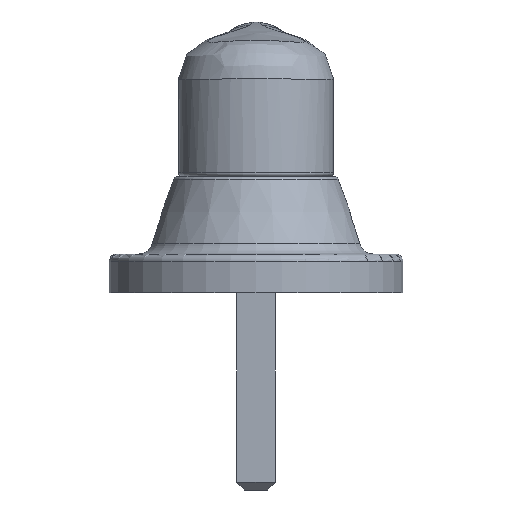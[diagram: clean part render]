
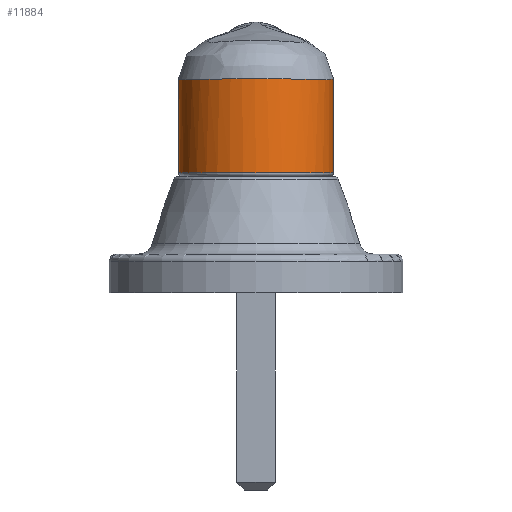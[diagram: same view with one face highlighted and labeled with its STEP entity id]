
A CAD part, left-side view. The second image highlights one B-rep face of the part: STEP entity #11884.
In plain terms, the highlighted cylindrical face has radius 20 mm (diameter 40 mm), a partial arc.
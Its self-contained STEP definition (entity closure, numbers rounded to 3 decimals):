
#270 = AXIS2_PLACEMENT_3D ( 'NONE', #8354, #5087, #7245 ) ;
#544 = CARTESIAN_POINT ( 'NONE',  ( 0., -4.834, -20. ) ) ;
#691 = CARTESIAN_POINT ( 'NONE',  ( -14.609, 52.145, 13.675 ) ) ;
#786 = CARTESIAN_POINT ( 'NONE',  ( -19.872, 52.359, -2.611 ) ) ;
#833 = CARTESIAN_POINT ( 'NONE',  ( -17.948, 52.263, -8.849 ) ) ;
#903 = CYLINDRICAL_SURFACE ( 'NONE', #10340, 20. ) ;
#918 = CARTESIAN_POINT ( 'NONE',  ( -10.016, 52.082, -17.361 ) ) ;
#960 = CARTESIAN_POINT ( 'NONE',  ( -8.867, 52.085, -17.975 ) ) ;
#1608 = DIRECTION ( 'NONE',  ( 0., 0., -1. ) ) ;
#1643 = EDGE_CURVE ( 'NONE', #11929, #10816, #7823, .T. ) ;
#1681 = CARTESIAN_POINT ( 'NONE',  ( 0., 28., -20. ) ) ;
#1710 = CARTESIAN_POINT ( 'NONE',  ( -1.303, 52.305, 19.968 ) ) ;
#1765 = CARTESIAN_POINT ( 'NONE',  ( -15.88, 52.183, 12.177 ) ) ;
#1855 = CARTESIAN_POINT ( 'NONE',  ( -19.327, 52.33, -5.188 ) ) ;
#1886 = EDGE_CURVE ( 'NONE', #7361, #10816, #5349, .T. ) ;
#1901 = CARTESIAN_POINT ( 'NONE',  ( -11.644, 52.093, -16.264 ) ) ;
#1995 = CARTESIAN_POINT ( 'NONE',  ( -19.969, 52.364, 1.3 ) ) ;
#2034 = CARTESIAN_POINT ( 'NONE',  ( -19.839, 52.357, 2.614 ) ) ;
#2755 = CARTESIAN_POINT ( 'NONE',  ( -0.651, 52.34, 20. ) ) ;
#2790 = CARTESIAN_POINT ( 'NONE',  ( 0., 52.378, 20. ) ) ;
#2805 = CARTESIAN_POINT ( 'NONE',  ( -5.191, 52.148, 19.359 ) ) ;
#2848 = CARTESIAN_POINT ( 'NONE',  ( -16.992, 52.223, 10.569 ) ) ;
#2931 = CARTESIAN_POINT ( 'NONE',  ( -18.725, 52.3, -7.056 ) ) ;
#2969 = CARTESIAN_POINT ( 'NONE',  ( -6.427, 52.121, -18.951 ) ) ;
#3982 = CARTESIAN_POINT ( 'NONE',  ( -12.433, 52.102, -15.669 ) ) ;
#4026 = CARTESIAN_POINT ( 'NONE',  ( -16.809, 52.216, -10.843 ) ) ;
#4078 = CARTESIAN_POINT ( 'NONE',  ( -17.946, 52.263, 8.852 ) ) ;
#4121 = CARTESIAN_POINT ( 'NONE',  ( -17.485, 52.243, -9.714 ) ) ;
#4618 = EDGE_CURVE ( 'NONE', #11929, #6584, #7753, .T. ) ;
#4649 = ORIENTED_EDGE ( 'NONE', *, *, #4618, .T. ) ;
#4741 = LINE ( 'NONE', #544, #12759 ) ;
#5062 = CARTESIAN_POINT ( 'NONE',  ( -11.376, 52.09, -16.453 ) ) ;
#5087 = DIRECTION ( 'NONE',  ( 0., 1., 0. ) ) ;
#5139 = EDGE_LOOP ( 'NONE', ( #6346, #4649, #10106, #9005 ) ) ;
#5160 = CARTESIAN_POINT ( 'NONE',  ( -18.23, 52.276, 8.252 ) ) ;
#5202 = CARTESIAN_POINT ( 'NONE',  ( -4.535, 52.171, -19.49 ) ) ;
#5256 = CARTESIAN_POINT ( 'NONE',  ( -15.065, 52.156, -13.219 ) ) ;
#5349 = CIRCLE ( 'NONE', #270, 20. ) ;
#6003 = CARTESIAN_POINT ( 'NONE',  ( -12.199, 52.096, 15.902 ) ) ;
#6082 = FACE_OUTER_BOUND ( 'NONE', #5139, .T. ) ;
#6132 = CARTESIAN_POINT ( 'NONE',  ( -15.894, 52.182, -12.212 ) ) ;
#6267 = CARTESIAN_POINT ( 'NONE',  ( -19.743, 52.352, 3.264 ) ) ;
#6346 = ORIENTED_EDGE ( 'NONE', *, *, #1643, .F. ) ;
#6584 = VERTEX_POINT ( 'NONE', #7877 ) ;
#7050 = CARTESIAN_POINT ( 'NONE',  ( -9.14, 52.087, 17.792 ) ) ;
#7178 = CARTESIAN_POINT ( 'NONE',  ( -19.999, 52.366, -1.313 ) ) ;
#7245 = DIRECTION ( 'NONE',  ( 0., 0., -1. ) ) ;
#7361 = VERTEX_POINT ( 'NONE', #1681 ) ;
#7753 = B_SPLINE_CURVE_WITH_KNOTS ( 'NONE', 3,
 ( #8141, #2755, #1710, #8101, #9110, #2805, #10165, #11197, #9202, #11289, #7050, #9030, #12231, #6003, #11112, #691, #12328, #1765, #9152, #2848, #10210, #4078, #5160, #10467, #8194, #6267, #2034, #1995, #9237, #7178, #786, #9319, #1855, #11338, #2931, #13386, #833, #4121, #12511, #12418, #4026, #6132, #5256, #10294, #12465, #3982, #11470, #1901, #5062, #918, #960, #12373, #2969, #13560, #5202, #13438, #8242, #8287 ),
 .UNSPECIFIED., .F., .F.,
 ( 4, 2, 2, 2, 2, 2, 2, 2, 2, 2, 2, 2, 2, 2, 2, 2, 2, 2, 2, 2, 2, 2, 2, 2, 2, 2, 2, 2, 4 ),
 ( 0.011, 0.013, 0.015, 0.019, 0.02, 0.021, 0.023, 0.027, 0.029, 0.031, 0.032, 0.034, 0.038, 0.04, 0.042, 0.046, 0.048, 0.05, 0.052, 0.053, 0.054, 0.058, 0.06, 0.061, 0.062, 0.066, 0.068, 0.07, 0.074 ),
 .UNSPECIFIED. ) ;
#7823 = LINE ( 'NONE', #11580, #12044 ) ;
#7877 = CARTESIAN_POINT ( 'NONE',  ( 0., 52.378, -20. ) ) ;
#7915 = DIRECTION ( 'NONE',  ( 0., -1., 0. ) ) ;
#8101 = CARTESIAN_POINT ( 'NONE',  ( -2.61, 52.243, 19.84 ) ) ;
#8141 = CARTESIAN_POINT ( 'NONE',  ( 0., 52.378, 20. ) ) ;
#8194 = CARTESIAN_POINT ( 'NONE',  ( -19.36, 52.332, 5.187 ) ) ;
#8242 = CARTESIAN_POINT ( 'NONE',  ( -1.319, 52.3, -20. ) ) ;
#8287 = CARTESIAN_POINT ( 'NONE',  ( 0., 52.378, -20. ) ) ;
#8354 = CARTESIAN_POINT ( 'NONE',  ( 0., 28., 0. ) ) ;
#8739 = CARTESIAN_POINT ( 'NONE',  ( 0., 28., 20. ) ) ;
#8928 = CARTESIAN_POINT ( 'NONE',  ( 0., -4.834, 0. ) ) ;
#9005 = ORIENTED_EDGE ( 'NONE', *, *, #1886, .T. ) ;
#9030 = CARTESIAN_POINT ( 'NONE',  ( -10.011, 52.084, 17.327 ) ) ;
#9110 = CARTESIAN_POINT ( 'NONE',  ( -3.265, 52.216, 19.743 ) ) ;
#9152 = CARTESIAN_POINT ( 'NONE',  ( -16.268, 52.196, 11.653 ) ) ;
#9202 = CARTESIAN_POINT ( 'NONE',  ( -8.249, 52.094, 18.222 ) ) ;
#9237 = CARTESIAN_POINT ( 'NONE',  ( -20., 52.366, 0.645 ) ) ;
#9319 = CARTESIAN_POINT ( 'NONE',  ( -19.488, 52.338, -4.545 ) ) ;
#10106 = ORIENTED_EDGE ( 'NONE', *, *, #11875, .T. ) ;
#10165 = CARTESIAN_POINT ( 'NONE',  ( -6.437, 52.118, 18.981 ) ) ;
#10210 = CARTESIAN_POINT ( 'NONE',  ( -17.328, 52.237, 10.009 ) ) ;
#10294 = CARTESIAN_POINT ( 'NONE',  ( -13.682, 52.123, -14.602 ) ) ;
#10340 = AXIS2_PLACEMENT_3D ( 'NONE', #8928, #13071, #1608 ) ;
#10467 = CARTESIAN_POINT ( 'NONE',  ( -18.982, 52.312, 6.434 ) ) ;
#10816 = VERTEX_POINT ( 'NONE', #8739 ) ;
#11112 = CARTESIAN_POINT ( 'NONE',  ( -13.209, 52.112, 15.075 ) ) ;
#11197 = CARTESIAN_POINT ( 'NONE',  ( -7.949, 52.097, 18.355 ) ) ;
#11289 = CARTESIAN_POINT ( 'NONE',  ( -8.845, 52.089, 17.941 ) ) ;
#11338 = CARTESIAN_POINT ( 'NONE',  ( -18.946, 52.31, -6.441 ) ) ;
#11470 = CARTESIAN_POINT ( 'NONE',  ( -12.172, 52.098, -15.873 ) ) ;
#11580 = CARTESIAN_POINT ( 'NONE',  ( 0., -4.834, 20. ) ) ;
#11875 = EDGE_CURVE ( 'NONE', #6584, #7361, #4741, .T. ) ;
#11884 = ADVANCED_FACE ( 'NONE', ( #6082 ), #903, .T. ) ;
#11929 = VERTEX_POINT ( 'NONE', #2790 ) ;
#12044 = VECTOR ( 'NONE', #12248, 1000. ) ;
#12231 = CARTESIAN_POINT ( 'NONE',  ( -10.572, 52.085, 16.99 ) ) ;
#12248 = DIRECTION ( 'NONE',  ( 0., -1., 0. ) ) ;
#12328 = CARTESIAN_POINT ( 'NONE',  ( -15.051, 52.157, 13.187 ) ) ;
#12373 = CARTESIAN_POINT ( 'NONE',  ( -7.051, 52.11, -18.727 ) ) ;
#12418 = CARTESIAN_POINT ( 'NONE',  ( -16.986, 52.223, -10.564 ) ) ;
#12465 = CARTESIAN_POINT ( 'NONE',  ( -13.197, 52.114, -15.042 ) ) ;
#12511 = CARTESIAN_POINT ( 'NONE',  ( -17.324, 52.237, -9.999 ) ) ;
#12759 = VECTOR ( 'NONE', #7915, 1000. ) ;
#13071 = DIRECTION ( 'NONE',  ( 0., -1., 0. ) ) ;
#13386 = CARTESIAN_POINT ( 'NONE',  ( -18.227, 52.276, -8.259 ) ) ;
#13438 = CARTESIAN_POINT ( 'NONE',  ( -2.617, 52.24, -19.871 ) ) ;
#13560 = CARTESIAN_POINT ( 'NONE',  ( -5.169, 52.152, -19.332 ) ) ;
